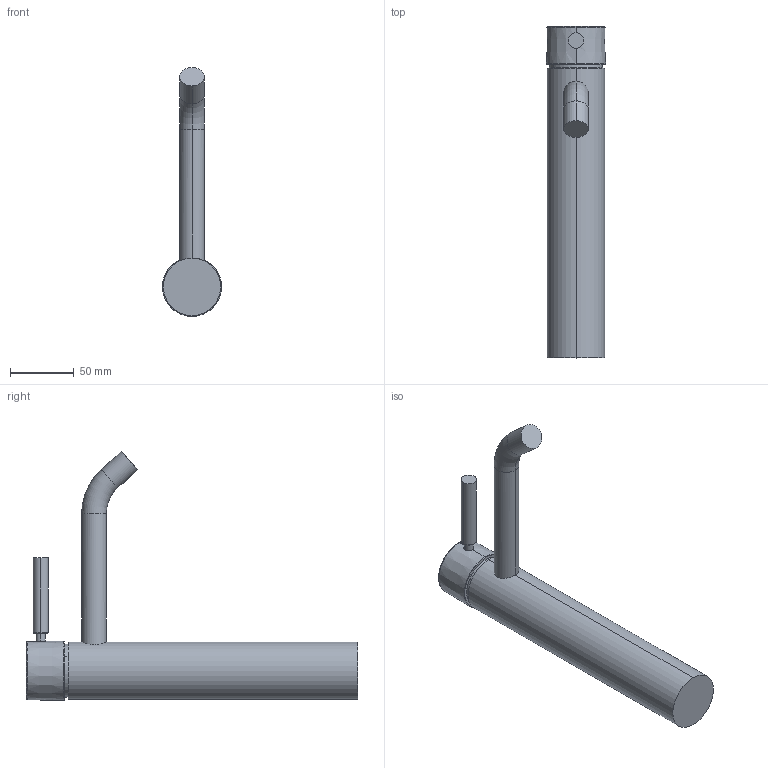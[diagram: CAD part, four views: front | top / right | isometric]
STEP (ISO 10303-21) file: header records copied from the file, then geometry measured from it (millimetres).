
FILE_DESCRIPTION (( 'STEP AP203' ), '1' );
FILE_NAME ('33539660.STEP', '2018-08-14T04:33:44', ( '' ), ( '' ), 'SwSTEP 2.0', 'SolidWorks 2017', '' );
FILE_SCHEMA (( 'CONFIG_CONTROL_DESIGN' ));
Length unit declared in the file: millimetre
Products named in the file (7): 33539660; Planungsmodell_Rohr_gerade-+-28.568.780-10_ _K343 45x227; Planungsmodell_Stopfen-+-09.31.20.109.90-01; Planungsmodell_Griff Hebel-+-09.20.66.001-01; Planungsmodell_Hebel Unterteil-+-09.20.66.002-01; Planungsmodell_Haube-+-09.28.30.041.90-01; Planungsmodell_Auslauf-+-09.11.06.206-01_Default5
Assembly tree (6 placements, depth 2):
  33539660
    Planungsmodell_Auslauf-+-09.11.06.206-01_Default5
    Planungsmodell_Haube-+-09.28.30.041.90-01
    Planungsmodell_Hebel Unterteil-+-09.20.66.002-01
    Planungsmodell_Griff Hebel-+-09.20.66.001-01
    Planungsmodell_Stopfen-+-09.31.20.109.90-01
    Planungsmodell_Rohr_gerade-+-28.568.780-10_ _K343 45x227
Bounding box: 46.49 x 260.24 x 195.07 mm (x, y, z)
Volume: 480273.3 mm3; surface area: 59544.1 mm2
Topology: 6 solids, 6 shells, 60 faces, 116 edges, 71 vertices
Faces by surface type: cylinder 21, torus 16, plane 13, sphere 6, cone 4
Entity records: 2503 total; most frequent: CARTESIAN_POINT 484, DIRECTION 328, ORIENTED_EDGE 232, AXIS2_PLACEMENT_3D 151, EDGE_CURVE 116, CIRCLE 82, VERTEX_POINT 71, EDGE_LOOP 63
